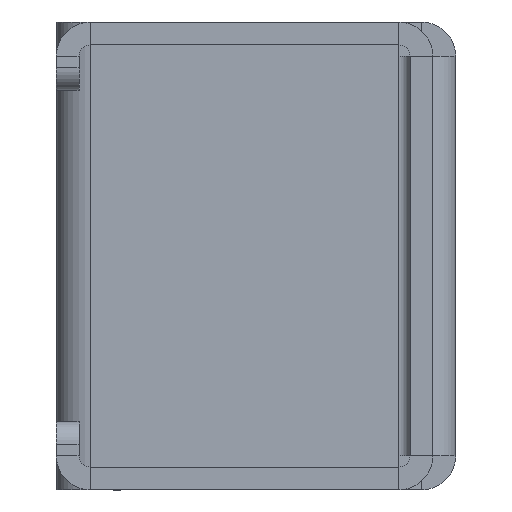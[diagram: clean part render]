
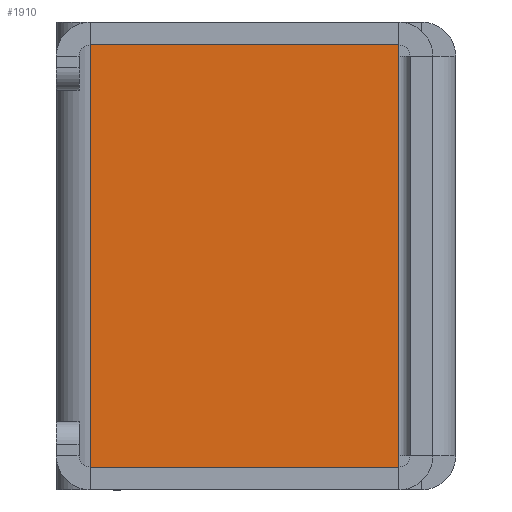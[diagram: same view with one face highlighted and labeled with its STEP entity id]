
A CAD part, front view. The second image highlights one B-rep face of the part: STEP entity #1910.
In plain terms, the highlighted planar face has unit normal (0, -1, 0).
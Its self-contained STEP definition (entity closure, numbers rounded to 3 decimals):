
#42=PLANE('',#2090);
#138=FACE_OUTER_BOUND('',#269,.T.);
#269=EDGE_LOOP('',(#1345,#1346,#1347,#1348,#1349,#1350));
#469=LINE('',#2925,#672);
#484=LINE('',#2961,#687);
#487=LINE('',#2967,#690);
#488=LINE('',#2969,#691);
#489=LINE('',#2971,#692);
#490=LINE('',#2972,#693);
#672=VECTOR('',#2296,10.);
#687=VECTOR('',#2335,1.88);
#690=VECTOR('',#2340,1.88);
#691=VECTOR('',#2341,10.);
#692=VECTOR('',#2342,10.);
#693=VECTOR('',#2343,10.);
#876=VERTEX_POINT('',#2922);
#877=VERTEX_POINT('',#2924);
#886=VERTEX_POINT('',#2960);
#888=VERTEX_POINT('',#2966);
#889=VERTEX_POINT('',#2968);
#890=VERTEX_POINT('',#2970);
#1028=EDGE_CURVE('',#877,#876,#469,.T.);
#1046=EDGE_CURVE('',#877,#886,#484,.T.);
#1049=EDGE_CURVE('',#876,#888,#487,.T.);
#1050=EDGE_CURVE('',#888,#889,#488,.T.);
#1051=EDGE_CURVE('',#889,#890,#489,.T.);
#1052=EDGE_CURVE('',#890,#886,#490,.T.);
#1345=ORIENTED_EDGE('',*,*,#1028,.T.);
#1346=ORIENTED_EDGE('',*,*,#1049,.T.);
#1347=ORIENTED_EDGE('',*,*,#1050,.T.);
#1348=ORIENTED_EDGE('',*,*,#1051,.T.);
#1349=ORIENTED_EDGE('',*,*,#1052,.T.);
#1350=ORIENTED_EDGE('',*,*,#1046,.F.);
#1910=ADVANCED_FACE('',(#138),#42,.F.);
#2090=AXIS2_PLACEMENT_3D('',#2965,#2338,#2339);
#2296=DIRECTION('',(0.,0.,-1.));
#2335=DIRECTION('',(1.,0.,0.));
#2338=DIRECTION('center_axis',(0.,1.,0.));
#2339=DIRECTION('ref_axis',(0.,0.,-1.));
#2340=DIRECTION('',(1.,0.,0.));
#2341=DIRECTION('',(0.,0.,1.));
#2342=DIRECTION('',(0.,0.,1.));
#2343=DIRECTION('',(0.,0.,1.));
#2922=CARTESIAN_POINT('',(-28.,48.,0.));
#2924=CARTESIAN_POINT('',(-28.,48.,41.));
#2925=CARTESIAN_POINT('',(-28.,48.,30.75));
#2960=CARTESIAN_POINT('',(-1.,48.,41.));
#2961=CARTESIAN_POINT('',(4.906,48.,41.));
#2965=CARTESIAN_POINT('Origin',(-14.523,48.,20.5));
#2966=CARTESIAN_POINT('',(-1.,48.,0.));
#2967=CARTESIAN_POINT('',(4.906,48.,0.));
#2968=CARTESIAN_POINT('',(-1.,48.,3.));
#2969=CARTESIAN_POINT('',(-1.,48.,20.5));
#2970=CARTESIAN_POINT('',(-1.,48.,38.));
#2971=CARTESIAN_POINT('',(-1.,48.,20.5));
#2972=CARTESIAN_POINT('',(-1.,48.,20.5));
